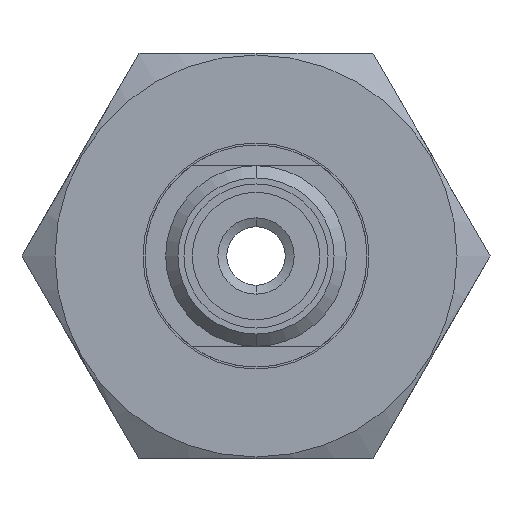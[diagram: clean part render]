
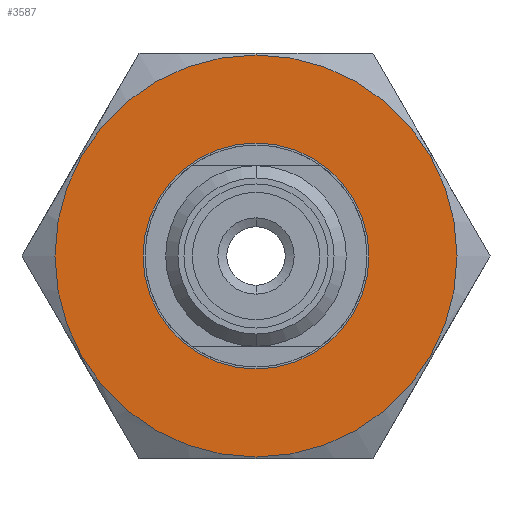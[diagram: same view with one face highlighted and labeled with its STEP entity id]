
A CAD part, left-side view. The second image highlights one B-rep face of the part: STEP entity #3587.
In plain terms, the highlighted planar face has unit normal (-1, 0, 0).
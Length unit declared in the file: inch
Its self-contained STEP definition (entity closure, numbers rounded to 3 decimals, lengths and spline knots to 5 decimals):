
#190 = CARTESIAN_POINT ( 'NONE',  ( -1.13, 0., 0.3485 ) ) ;
#303 = CARTESIAN_POINT ( 'NONE',  ( -1.13, 0., -0.3485 ) ) ;
#307 = CARTESIAN_POINT ( 'NONE',  ( -1.13, 0., 0.62 ) ) ;
#468 = CARTESIAN_POINT ( 'NONE',  ( -1.13, 0., -0.62 ) ) ;
#1047 = DIRECTION ( 'NONE',  ( 0., 0., 1. ) ) ;
#1049 = PLANE ( 'NONE',  #1381 ) ;
#1051 = CARTESIAN_POINT ( 'NONE',  ( -1.13, 0.3485, 0. ) ) ;
#1052 = DIRECTION ( 'NONE',  ( -1., 0., 0. ) ) ;
#1192 = AXIS2_PLACEMENT_3D ( 'NONE', #2490, #2489, #2488 ) ;
#1297 = AXIS2_PLACEMENT_3D ( 'NONE', #3316, #3315, #3314 ) ;
#1381 = AXIS2_PLACEMENT_3D ( 'NONE', #1051, #1052, #1047 ) ;
#1390 = AXIS2_PLACEMENT_3D ( 'NONE', #2630, #2629, #2628 ) ;
#1391 = AXIS2_PLACEMENT_3D ( 'NONE', #2639, #2638, #2637 ) ;
#1902 = ORIENTED_EDGE ( 'NONE', *, *, #3362, .F. ) ;
#2087 = ORIENTED_EDGE ( 'NONE', *, *, #3367, .T. ) ;
#2277 = ORIENTED_EDGE ( 'NONE', *, *, #3342, .F. ) ;
#2488 = DIRECTION ( 'NONE',  ( 0., 0., -1. ) ) ;
#2489 = DIRECTION ( 'NONE',  ( 1., 0., 0. ) ) ;
#2490 = CARTESIAN_POINT ( 'NONE',  ( -1.13, 0., 0. ) ) ;
#2628 = DIRECTION ( 'NONE',  ( 0., 0., -1. ) ) ;
#2629 = DIRECTION ( 'NONE',  ( 1., 0., 0. ) ) ;
#2630 = CARTESIAN_POINT ( 'NONE',  ( -1.13, 0., 0. ) ) ;
#2637 = DIRECTION ( 'NONE',  ( 0., 0., -1. ) ) ;
#2638 = DIRECTION ( 'NONE',  ( 1., 0., 0. ) ) ;
#2639 = CARTESIAN_POINT ( 'NONE',  ( -1.13, 0., 0. ) ) ;
#2982 = EDGE_LOOP ( 'NONE', ( #2087, #3809 ) ) ;
#3066 = EDGE_LOOP ( 'NONE', ( #2277, #1902 ) ) ;
#3314 = DIRECTION ( 'NONE',  ( 0., 0., -1. ) ) ;
#3315 = DIRECTION ( 'NONE',  ( 1., 0., 0. ) ) ;
#3316 = CARTESIAN_POINT ( 'NONE',  ( -1.13, 0., 0. ) ) ;
#3339 = EDGE_CURVE ( 'NONE', #4112, #4065, #5008, .T. ) ;
#3342 = EDGE_CURVE ( 'NONE', #4030, #4064, #5003, .T. ) ;
#3362 = EDGE_CURVE ( 'NONE', #4064, #4030, #4986, .T. ) ;
#3367 = EDGE_CURVE ( 'NONE', #4065, #4112, #4985, .T. ) ;
#3587 = ADVANCED_FACE ( 'NONE', ( #4870, #4868 ), #1049, .T. ) ;
#3809 = ORIENTED_EDGE ( 'NONE', *, *, #3339, .T. ) ;
#4030 = VERTEX_POINT ( 'NONE', #468 ) ;
#4064 = VERTEX_POINT ( 'NONE', #307 ) ;
#4065 = VERTEX_POINT ( 'NONE', #303 ) ;
#4112 = VERTEX_POINT ( 'NONE', #190 ) ;
#4868 = FACE_OUTER_BOUND ( 'NONE', #3066, .T. ) ;
#4870 = FACE_BOUND ( 'NONE', #2982, .T. ) ;
#4985 = CIRCLE ( 'NONE', #1297, 0.3485 ) ;
#4986 = CIRCLE ( 'NONE', #1192, 0.62 ) ;
#5003 = CIRCLE ( 'NONE', #1390, 0.62 ) ;
#5008 = CIRCLE ( 'NONE', #1391, 0.3485 ) ;
